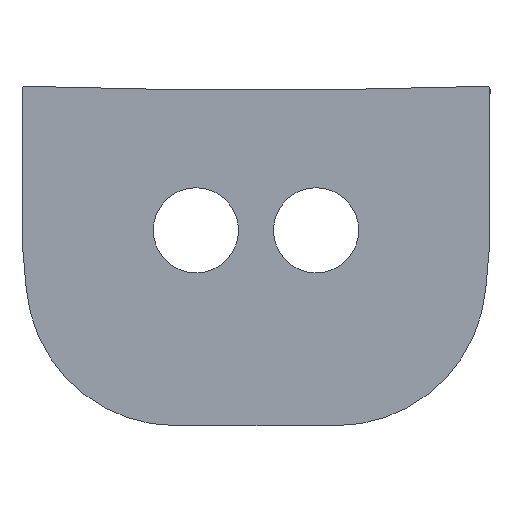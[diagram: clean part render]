
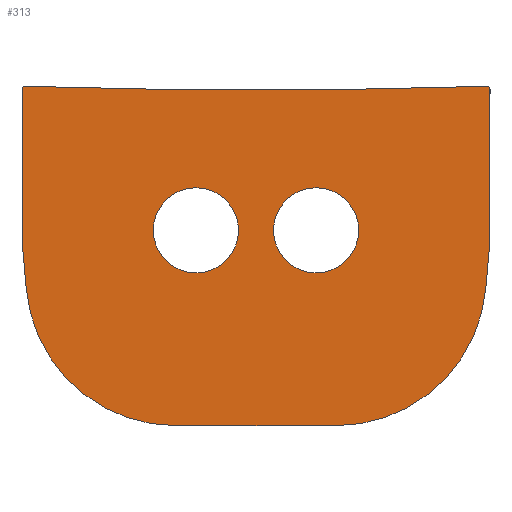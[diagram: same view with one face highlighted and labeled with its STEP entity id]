
A CAD part, left-side view. The second image highlights one B-rep face of the part: STEP entity #313.
In plain terms, the highlighted planar face has unit normal (-1, 0, 0).
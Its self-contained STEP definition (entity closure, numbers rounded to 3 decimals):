
#55=AXIS2_PLACEMENT_3D('Circle Axis2P3D',#53,#54,$) ;
#194=AXIS2_PLACEMENT_3D('Circle Axis2P3D',#192,#193,$) ;
#207=AXIS2_PLACEMENT_3D('Plane Axis2P3D',#204,#205,#206) ;
#220=AXIS2_PLACEMENT_3D('Circle Axis2P3D',#218,#219,$) ;
#234=AXIS2_PLACEMENT_3D('Circle Axis2P3D',#232,#233,$) ;
#255=AXIS2_PLACEMENT_3D('Circle Axis2P3D',#253,#254,$) ;
#262=AXIS2_PLACEMENT_3D('Circle Axis2P3D',#260,#261,$) ;
#269=AXIS2_PLACEMENT_3D('Circle Axis2P3D',#267,#268,$) ;
#297=AXIS2_PLACEMENT_3D('Circle Axis2P3D',#295,#296,$) ;
#306=AXIS2_PLACEMENT_3D('Circle Axis2P3D',#304,#305,$) ;
#50=CARTESIAN_POINT('Vertex',(0.,33.614,19.5)) ;
#53=CARTESIAN_POINT('Axis2P3D Location',(0.,29.364,19.5)) ;
#57=CARTESIAN_POINT('Vertex',(0.,25.114,19.5)) ;
#192=CARTESIAN_POINT('Axis2P3D Location',(0.,29.364,19.5)) ;
#204=CARTESIAN_POINT('Axis2P3D Location',(0.,0.,0.)) ;
#209=CARTESIAN_POINT('Line Origine',(0.,46.517,16.096)) ;
#213=CARTESIAN_POINT('Vertex',(0.,46.306,13.693)) ;
#215=CARTESIAN_POINT('Vertex',(0.,46.727,18.5)) ;
#218=CARTESIAN_POINT('Axis2P3D Location',(0.,31.364,15.)) ;
#222=CARTESIAN_POINT('Vertex',(0.,31.364,0.)) ;
#225=CARTESIAN_POINT('Line Origine',(0.,23.364,0.)) ;
#229=CARTESIAN_POINT('Vertex',(0.,15.364,0.)) ;
#232=CARTESIAN_POINT('Axis2P3D Location',(0.,15.363,15.)) ;
#236=CARTESIAN_POINT('Vertex',(0.,0.421,13.693)) ;
#239=CARTESIAN_POINT('Line Origine',(0.,0.21,16.096)) ;
#243=CARTESIAN_POINT('Vertex',(0.,0.,18.5)) ;
#246=CARTESIAN_POINT('Line Origine',(0.,0.,26.04)) ;
#250=CARTESIAN_POINT('Vertex',(0.,0.,33.58)) ;
#253=CARTESIAN_POINT('Axis2P3D Location',(0.,0.3,33.58)) ;
#257=CARTESIAN_POINT('Vertex',(0.,0.31,33.88)) ;
#260=CARTESIAN_POINT('Axis2P3D Location',(0.,23.364,733.554)) ;
#264=CARTESIAN_POINT('Vertex',(0.,46.417,33.88)) ;
#267=CARTESIAN_POINT('Axis2P3D Location',(0.,46.427,33.58)) ;
#271=CARTESIAN_POINT('Vertex',(0.,46.727,33.58)) ;
#274=CARTESIAN_POINT('Line Origine',(0.,46.727,26.04)) ;
#295=CARTESIAN_POINT('Axis2P3D Location',(0.,17.364,19.5)) ;
#299=CARTESIAN_POINT('Vertex',(0.,21.614,19.5)) ;
#301=CARTESIAN_POINT('Vertex',(0.,13.114,19.5)) ;
#304=CARTESIAN_POINT('Axis2P3D Location',(0.,17.364,19.5)) ;
#54=DIRECTION('Axis2P3D Direction',(1.,0.,0.)) ;
#193=DIRECTION('Axis2P3D Direction',(1.,0.,0.)) ;
#205=DIRECTION('Axis2P3D Direction',(1.,0.,0.)) ;
#206=DIRECTION('Axis2P3D XDirection',(0.,1.,0.)) ;
#210=DIRECTION('Vector Direction',(0.,-0.087,-0.996)) ;
#219=DIRECTION('Axis2P3D Direction',(1.,0.,0.)) ;
#226=DIRECTION('Vector Direction',(0.,-1.,0.)) ;
#233=DIRECTION('Axis2P3D Direction',(1.,0.,0.)) ;
#240=DIRECTION('Vector Direction',(0.,-0.087,0.996)) ;
#247=DIRECTION('Vector Direction',(0.,0.,1.)) ;
#254=DIRECTION('Axis2P3D Direction',(1.,0.,0.)) ;
#261=DIRECTION('Axis2P3D Direction',(1.,0.,0.)) ;
#268=DIRECTION('Axis2P3D Direction',(1.,0.,0.)) ;
#275=DIRECTION('Vector Direction',(0.,0.,-1.)) ;
#296=DIRECTION('Axis2P3D Direction',(1.,0.,0.)) ;
#305=DIRECTION('Axis2P3D Direction',(1.,0.,0.)) ;
#211=VECTOR('Line Direction',#210,1.) ;
#227=VECTOR('Line Direction',#226,1.) ;
#241=VECTOR('Line Direction',#240,1.) ;
#248=VECTOR('Line Direction',#247,1.) ;
#276=VECTOR('Line Direction',#275,1.) ;
#280=ORIENTED_EDGE('',*,*,#217,.F.) ;
#281=ORIENTED_EDGE('',*,*,#224,.F.) ;
#282=ORIENTED_EDGE('',*,*,#231,.F.) ;
#283=ORIENTED_EDGE('',*,*,#238,.F.) ;
#284=ORIENTED_EDGE('',*,*,#245,.F.) ;
#285=ORIENTED_EDGE('',*,*,#252,.F.) ;
#286=ORIENTED_EDGE('',*,*,#259,.F.) ;
#287=ORIENTED_EDGE('',*,*,#266,.F.) ;
#288=ORIENTED_EDGE('',*,*,#273,.F.) ;
#289=ORIENTED_EDGE('',*,*,#278,.F.) ;
#292=ORIENTED_EDGE('',*,*,#196,.T.) ;
#293=ORIENTED_EDGE('',*,*,#59,.T.) ;
#310=ORIENTED_EDGE('',*,*,#303,.T.) ;
#311=ORIENTED_EDGE('',*,*,#308,.T.) ;
#294=FACE_BOUND('',#291,.T.) ;
#312=FACE_BOUND('',#309,.T.) ;
#313=ADVANCED_FACE('Hauptkoerper',(#290,#294,#312),#208,.F.) ;
#56=CIRCLE('generated circle',#55,4.25) ;
#195=CIRCLE('generated circle',#194,4.25) ;
#221=CIRCLE('generated circle',#220,15.) ;
#235=CIRCLE('generated circle',#234,15.) ;
#256=CIRCLE('generated circle',#255,0.3) ;
#263=CIRCLE('generated circle',#262,700.054) ;
#270=CIRCLE('generated circle',#269,0.3) ;
#298=CIRCLE('generated circle',#297,4.25) ;
#307=CIRCLE('generated circle',#306,4.25) ;
#59=EDGE_CURVE('',#58,#51,#56,.T.) ;
#196=EDGE_CURVE('',#51,#58,#195,.T.) ;
#217=EDGE_CURVE('',#214,#216,#212,.F.) ;
#224=EDGE_CURVE('',#223,#214,#221,.T.) ;
#231=EDGE_CURVE('',#230,#223,#228,.F.) ;
#238=EDGE_CURVE('',#237,#230,#235,.T.) ;
#245=EDGE_CURVE('',#244,#237,#242,.F.) ;
#252=EDGE_CURVE('',#251,#244,#249,.F.) ;
#259=EDGE_CURVE('',#258,#251,#256,.T.) ;
#266=EDGE_CURVE('',#265,#258,#263,.F.) ;
#273=EDGE_CURVE('',#272,#265,#270,.T.) ;
#278=EDGE_CURVE('',#216,#272,#277,.F.) ;
#303=EDGE_CURVE('',#300,#302,#298,.T.) ;
#308=EDGE_CURVE('',#302,#300,#307,.T.) ;
#279=EDGE_LOOP('',(#280,#281,#282,#283,#284,#285,#286,#287,#288,#289)) ;
#291=EDGE_LOOP('',(#292,#293)) ;
#309=EDGE_LOOP('',(#310,#311)) ;
#290=FACE_OUTER_BOUND('',#279,.T.) ;
#212=LINE('Line',#209,#211) ;
#228=LINE('Line',#225,#227) ;
#242=LINE('Line',#239,#241) ;
#249=LINE('Line',#246,#248) ;
#277=LINE('Line',#274,#276) ;
#208=PLANE('',#207) ;
#51=VERTEX_POINT('',#50) ;
#58=VERTEX_POINT('',#57) ;
#214=VERTEX_POINT('',#213) ;
#216=VERTEX_POINT('',#215) ;
#223=VERTEX_POINT('',#222) ;
#230=VERTEX_POINT('',#229) ;
#237=VERTEX_POINT('',#236) ;
#244=VERTEX_POINT('',#243) ;
#251=VERTEX_POINT('',#250) ;
#258=VERTEX_POINT('',#257) ;
#265=VERTEX_POINT('',#264) ;
#272=VERTEX_POINT('',#271) ;
#300=VERTEX_POINT('',#299) ;
#302=VERTEX_POINT('',#301) ;
